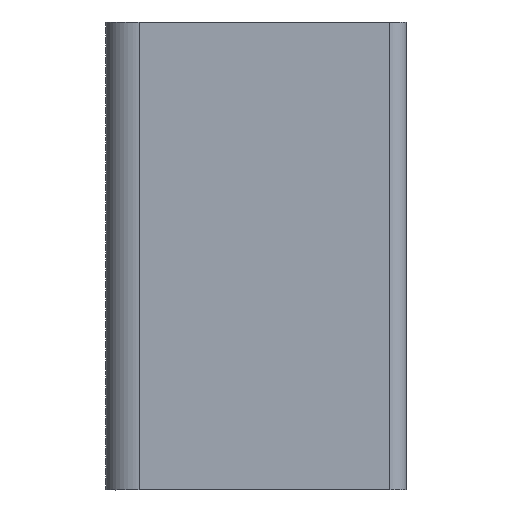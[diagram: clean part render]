
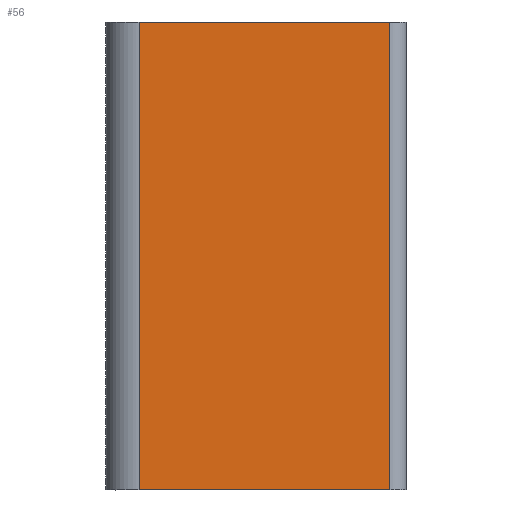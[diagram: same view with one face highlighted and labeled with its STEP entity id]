
A CAD part, front view. The second image highlights one B-rep face of the part: STEP entity #56.
In plain terms, the highlighted planar face has unit normal (0, -1, 0).
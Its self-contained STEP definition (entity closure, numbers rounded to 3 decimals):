
#56=ADVANCED_FACE('',(#550),#8488,.T.);
#550=FACE_OUTER_BOUND('',#1044,.T.);
#1044=EDGE_LOOP('',(#1674,#1675,#1676,#1677));
#1674=ORIENTED_EDGE('',*,*,#4541,.F.);
#1675=ORIENTED_EDGE('',*,*,#4540,.F.);
#1676=ORIENTED_EDGE('',*,*,#4542,.F.);
#1677=ORIENTED_EDGE('',*,*,#4532,.T.);
#4532=EDGE_CURVE('',#7565,#7555,#6021,.T.);
#4540=EDGE_CURVE('',#7570,#7571,#6028,.T.);
#4541=EDGE_CURVE('',#7571,#7555,#6029,.T.);
#4542=EDGE_CURVE('',#7565,#7570,#6030,.T.);
#6021=B_SPLINE_CURVE_WITH_KNOTS('',1,(#13709,#13710),.UNSPECIFIED.,.F.,
 .F.,(2,2),(-150.,0.),.UNSPECIFIED.);
#6028=B_SPLINE_CURVE_WITH_KNOTS('',1,(#13726,#13727),.UNSPECIFIED.,.F.,
 .F.,(2,2),(0.,150.),.UNSPECIFIED.);
#6029=B_SPLINE_CURVE_WITH_KNOTS('',1,(#13728,#13729),.UNSPECIFIED.,.F.,
 .F.,(2,2),(0.,280.),.UNSPECIFIED.);
#6030=B_SPLINE_CURVE_WITH_KNOTS('',1,(#13730,#13731),.UNSPECIFIED.,.F.,
 .F.,(2,2),(-280.,0.),.UNSPECIFIED.);
#7555=VERTEX_POINT('',#12709);
#7565=VERTEX_POINT('',#12719);
#7570=VERTEX_POINT('',#12724);
#7571=VERTEX_POINT('',#12725);
#8488=PLANE('',#9008);
#9008=AXIS2_PLACEMENT_3D('',#9802,#9405,$);
#9405=DIRECTION('',(0.,-1.,0.));
#9802=CARTESIAN_POINT('',(24.885,60.,-28.12));
#12709=CARTESIAN_POINT('',(190.005,60.,0.));
#12719=CARTESIAN_POINT('',(40.005,60.,0.));
#12724=CARTESIAN_POINT('',(40.005,60.,280.));
#12725=CARTESIAN_POINT('',(190.005,60.,280.));
#13709=CARTESIAN_POINT('',(40.005,60.,0.));
#13710=CARTESIAN_POINT('',(190.005,60.,0.));
#13726=CARTESIAN_POINT('',(40.005,60.,280.));
#13727=CARTESIAN_POINT('',(190.005,60.,280.));
#13728=CARTESIAN_POINT('',(190.005,60.,280.));
#13729=CARTESIAN_POINT('',(190.005,60.,0.));
#13730=CARTESIAN_POINT('',(40.005,60.,0.));
#13731=CARTESIAN_POINT('',(40.005,60.,280.));
